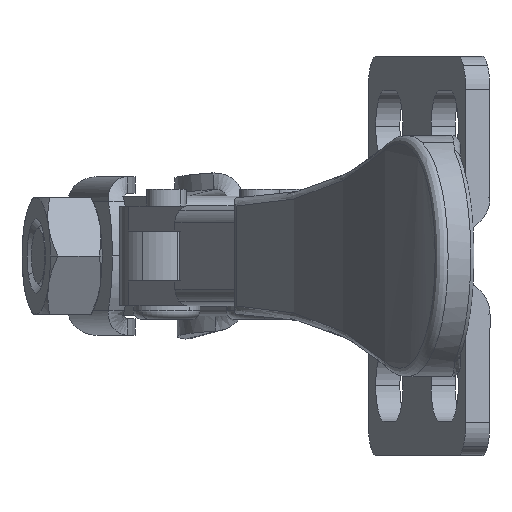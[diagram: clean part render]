
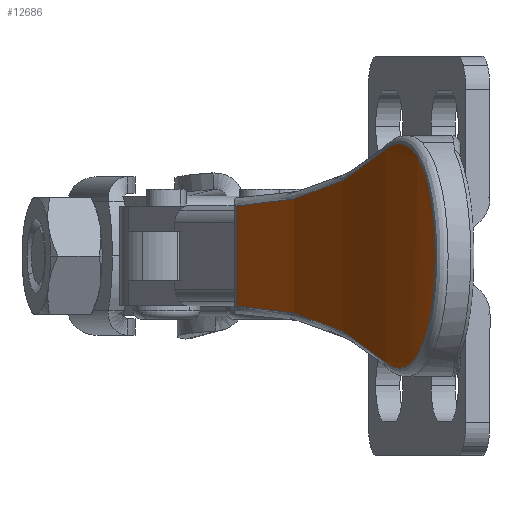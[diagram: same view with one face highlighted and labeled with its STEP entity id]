
A CAD part, left-side view. The second image highlights one B-rep face of the part: STEP entity #12686.
In plain terms, the highlighted cylindrical face has radius 77.611 mm (diameter 155.221 mm), a partial arc.
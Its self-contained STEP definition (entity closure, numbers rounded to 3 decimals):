
#12411=CARTESIAN_POINT('',(-49.109,-0.392,7.651));
#12412=VERTEX_POINT('',#12411);
#12420=CARTESIAN_POINT('',(-32.952,8.552,10.991));
#12421=VERTEX_POINT('',#12420);
#12422=CARTESIAN_POINT('',(-49.109,-0.392,7.651));
#12423=CARTESIAN_POINT('',(-48.081,0.026,8.046));
#12424=CARTESIAN_POINT('',(-47.049,0.471,8.409));
#12425=CARTESIAN_POINT('',(-45.088,1.37,9.036));
#12426=CARTESIAN_POINT('',(-44.159,1.818,9.305));
#12427=CARTESIAN_POINT('',(-42.655,2.581,9.696));
#12428=CARTESIAN_POINT('',(-42.078,2.883,9.835));
#12429=CARTESIAN_POINT('',(-41.145,3.387,10.042));
#12430=CARTESIAN_POINT('',(-40.787,3.583,10.117));
#12431=CARTESIAN_POINT('',(-39.716,4.183,10.329));
#12432=CARTESIAN_POINT('',(-39.007,4.595,10.451));
#12433=CARTESIAN_POINT('',(-37.174,5.699,10.723));
#12434=CARTESIAN_POINT('',(-36.057,6.412,10.843));
#12435=CARTESIAN_POINT('',(-34.281,7.609,10.958));
#12436=CARTESIAN_POINT('',(-33.613,8.076,10.984));
#12437=CARTESIAN_POINT('',(-32.952,8.552,10.991));
#12438=B_SPLINE_CURVE_WITH_KNOTS('',3,(#12422,#12423,#12424,#12425,#12426,#12427,#12428,#12429,#12430,#12431,#12432,#12433,#12434,#12435,#12436,#12437),.UNSPECIFIED.,.F.,.U.,(4,2,2,2,2,2,2,4),(0.105,0.46,0.78,0.981,1.106,1.356,1.756,2.002),.UNSPECIFIED.);
#12439=EDGE_CURVE('',#12412,#12421,#12438,.T.);
#12466=CARTESIAN_POINT('',(-32.952,8.552,16.996));
#12467=VERTEX_POINT('',#12466);
#12468=CARTESIAN_POINT('',(-32.952,8.552,10.991));
#12469=DIRECTION('',(0.0,0.0,1.0));
#12470=VECTOR('',#12469,6.005);
#12471=LINE('',#12468,#12470);
#12472=EDGE_CURVE('',#12421,#12467,#12471,.T.);
#12561=CARTESIAN_POINT('',(-49.109,-0.392,20.336));
#12562=VERTEX_POINT('',#12561);
#12570=CARTESIAN_POINT('',(-49.109,-0.392,20.336));
#12571=CARTESIAN_POINT('',(-50.278,-0.868,20.785));
#12572=CARTESIAN_POINT('',(-51.577,-1.359,20.863));
#12573=CARTESIAN_POINT('',(-54.681,-2.441,20.122));
#12574=CARTESIAN_POINT('',(-56.381,-2.944,18.833));
#12575=CARTESIAN_POINT('',(-58.277,-3.478,15.172));
#12576=CARTESIAN_POINT('',(-58.275,-3.477,12.807));
#12577=CARTESIAN_POINT('',(-56.597,-3.005,9.573));
#12578=CARTESIAN_POINT('',(-55.431,-2.664,8.488));
#12579=CARTESIAN_POINT('',(-53.135,-1.909,7.417));
#12580=CARTESIAN_POINT('',(-52.066,-1.534,7.2));
#12581=CARTESIAN_POINT('',(-50.366,-0.894,7.282));
#12582=CARTESIAN_POINT('',(-49.716,-0.639,7.418));
#12583=CARTESIAN_POINT('',(-49.109,-0.392,7.651));
#12584=B_SPLINE_CURVE_WITH_KNOTS('',3,(#12570,#12571,#12572,#12573,#12574,#12575,#12576,#12577,#12578,#12579,#12580,#12581,#12582,#12583),.UNSPECIFIED.,.F.,.U.,(4,2,2,2,2,2,4),(0.,0.404,1.008,1.642,2.103,2.439,2.649),.UNSPECIFIED.);
#12585=EDGE_CURVE('',#12562,#12412,#12584,.T.);
#12654=CARTESIAN_POINT('',(-32.952,8.552,16.996));
#12655=CARTESIAN_POINT('',(-34.582,7.377,17.014));
#12656=CARTESIAN_POINT('',(-36.26,6.263,17.144));
#12657=CARTESIAN_POINT('',(-39.766,4.127,17.634));
#12658=CARTESIAN_POINT('',(-41.599,3.111,18.008));
#12659=CARTESIAN_POINT('',(-44.608,1.596,18.804));
#12660=CARTESIAN_POINT('',(-45.771,1.046,19.155));
#12661=CARTESIAN_POINT('',(-47.659,0.21,19.795));
#12662=CARTESIAN_POINT('',(-48.385,-0.098,20.058));
#12663=CARTESIAN_POINT('',(-49.109,-0.392,20.336));
#12664=B_SPLINE_CURVE_WITH_KNOTS('',3,(#12654,#12655,#12656,#12657,#12658,#12659,#12660,#12661,#12662,#12663),.UNSPECIFIED.,.F.,.U.,(4,2,2,2,4),(0.0,0.606,1.247,1.647,1.897),.UNSPECIFIED.);
#12665=EDGE_CURVE('',#12467,#12562,#12664,.T.);
#12675=CARTESIAN_POINT('',(-78.353,71.498,20.743));
#12676=DIRECTION('',(0.,0.,-1.));
#12677=DIRECTION('',(-0.59,0.807,0.));
#12678=AXIS2_PLACEMENT_3D('',#12675,#12676,#12677);
#12679=CYLINDRICAL_SURFACE('',#12678,77.611);
#12680=ORIENTED_EDGE('',*,*,#12439,.F.);
#12681=ORIENTED_EDGE('',*,*,#12585,.F.);
#12682=ORIENTED_EDGE('',*,*,#12665,.F.);
#12683=ORIENTED_EDGE('',*,*,#12472,.F.);
#12684=EDGE_LOOP('',(#12680,#12681,#12682,#12683));
#12685=FACE_OUTER_BOUND('',#12684,.T.);
#12686=ADVANCED_FACE('',(#12685),#12679,.F.);
